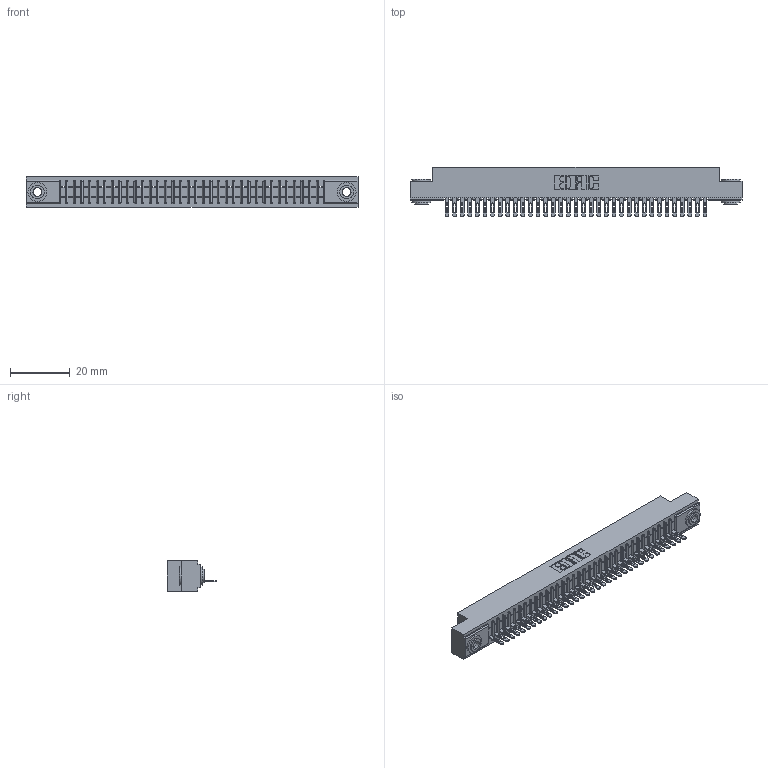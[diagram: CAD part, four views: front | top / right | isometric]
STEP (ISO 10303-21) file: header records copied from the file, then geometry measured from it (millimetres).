
FILE_DESCRIPTION (( 'STEP AP203' ), '1' );
FILE_NAME ('341-035-500-103.STEP', '2018-08-06T22:02:18', ( '' ), ( '' ), 'SwSTEP 2.0', 'SolidWorks 2016', '' );
FILE_SCHEMA (( 'CONFIG_CONTROL_DESIGN' ));
Length unit declared in the file: inch
Products named in the file (4): 341 Part_.156 (3.96) Dia Mounting Holes; 341-292-001_341-292-100; 345-250-002_345-250-002-102; 341-035-500-103
Assembly tree (38 placements, depth 2):
  341-035-500-103
    341 Part_.156 (3.96) Dia Mounting Holes
    341-292-001_341-292-100  x35
    345-250-002_345-250-002-102  x2
Bounding box: 111.12 x 16.69 x 10.16 mm (x, y, z)
Volume: 7995.9 mm3; surface area: 12766 mm2
Topology: 38 solids, 38 shells, 3038 faces, 8723 edges, 5598 vertices
Faces by surface type: plane 1807, cylinder 1083, sphere 72, torus 68, cone 8
Entity records: 43243 total; most frequent: CARTESIAN_POINT 7319, ORIENTED_EDGE 7298, DIRECTION 7091, EDGE_CURVE 3649, LINE 2927, VECTOR 2927, VERTEX_POINT 2310, AXIS2_PLACEMENT_3D 2082
